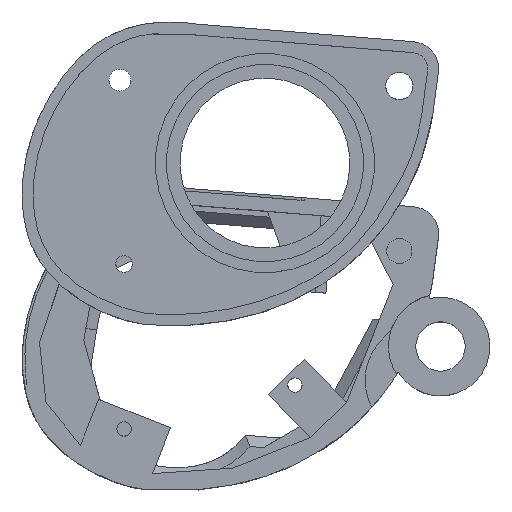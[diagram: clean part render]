
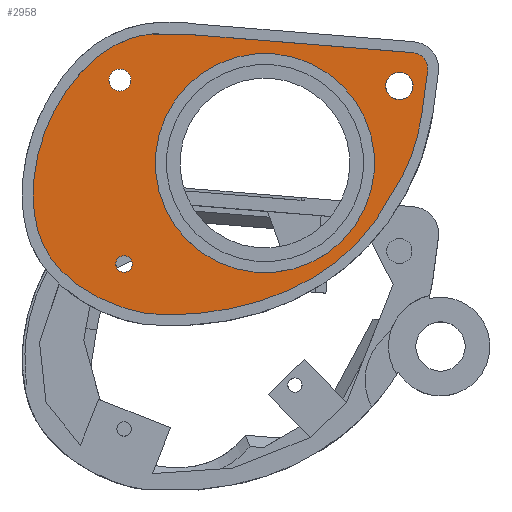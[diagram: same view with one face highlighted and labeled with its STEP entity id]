
A CAD part, top view. The second image highlights one B-rep face of the part: STEP entity #2958.
In plain terms, the highlighted planar face has unit normal (0, 0, 1).
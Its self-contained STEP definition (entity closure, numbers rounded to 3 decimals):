
#72=B_SPLINE_CURVE_WITH_KNOTS('',3,(#6225,#6226,#6227,#6228,#6229),
 .UNSPECIFIED.,.F.,.F.,(4,1,4),(0.,0.509,1.),.UNSPECIFIED.);
#73=B_SPLINE_CURVE_WITH_KNOTS('',3,(#6231,#6232,#6233,#6234,#6235,#6236,
#6237),.UNSPECIFIED.,.F.,.F.,(4,1,1,1,4),(0.,0.315,0.481,
0.698,1.),.UNSPECIFIED.);
#74=B_SPLINE_CURVE_WITH_KNOTS('',3,(#6239,#6240,#6241,#6242,#6243,#6244),
 .UNSPECIFIED.,.F.,.F.,(4,1,1,4),(0.,0.298,0.398,
1.),.UNSPECIFIED.);
#96=FACE_BOUND('',#540,.T.);
#97=FACE_BOUND('',#541,.T.);
#98=FACE_BOUND('',#542,.T.);
#99=FACE_BOUND('',#543,.T.);
#204=PLANE('',#3175);
#359=FACE_OUTER_BOUND('',#539,.T.);
#539=EDGE_LOOP('',(#2675,#2676,#2677,#2678,#2679,#2680,#2681));
#540=EDGE_LOOP('',(#2682));
#541=EDGE_LOOP('',(#2683));
#542=EDGE_LOOP('',(#2684));
#543=EDGE_LOOP('',(#2685));
#858=LINE('',#6248,#1162);
#859=LINE('',#6251,#1163);
#1162=VECTOR('',#3883,1000.);
#1163=VECTOR('',#3886,1000.);
#1213=CIRCLE('',#3121,1.5);
#1215=CIRCLE('',#3124,2.);
#1217=CIRCLE('',#3127,2.5);
#1235=CIRCLE('',#3162,20.);
#1239=CIRCLE('',#3176,36.);
#1240=CIRCLE('',#3177,3.);
#1434=VERTEX_POINT('',#5965);
#1436=VERTEX_POINT('',#5971);
#1438=VERTEX_POINT('',#5977);
#1486=VERTEX_POINT('',#6174);
#1500=VERTEX_POINT('',#6223);
#1501=VERTEX_POINT('',#6224);
#1502=VERTEX_POINT('',#6230);
#1503=VERTEX_POINT('',#6238);
#1504=VERTEX_POINT('',#6245);
#1505=VERTEX_POINT('',#6247);
#1506=VERTEX_POINT('',#6249);
#1813=EDGE_CURVE('',#1434,#1434,#1213,.T.);
#1816=EDGE_CURVE('',#1436,#1436,#1215,.T.);
#1819=EDGE_CURVE('',#1438,#1438,#1217,.T.);
#1883=EDGE_CURVE('',#1486,#1486,#1235,.T.);
#1908=EDGE_CURVE('',#1500,#1501,#72,.T.);
#1909=EDGE_CURVE('',#1502,#1501,#73,.T.);
#1910=EDGE_CURVE('',#1503,#1502,#74,.T.);
#1911=EDGE_CURVE('',#1504,#1503,#1239,.T.);
#1912=EDGE_CURVE('',#1505,#1504,#858,.T.);
#1913=EDGE_CURVE('',#1506,#1505,#1240,.T.);
#1914=EDGE_CURVE('',#1506,#1500,#859,.T.);
#2675=ORIENTED_EDGE('',*,*,#1908,.T.);
#2676=ORIENTED_EDGE('',*,*,#1909,.F.);
#2677=ORIENTED_EDGE('',*,*,#1910,.F.);
#2678=ORIENTED_EDGE('',*,*,#1911,.F.);
#2679=ORIENTED_EDGE('',*,*,#1912,.F.);
#2680=ORIENTED_EDGE('',*,*,#1913,.F.);
#2681=ORIENTED_EDGE('',*,*,#1914,.T.);
#2682=ORIENTED_EDGE('',*,*,#1819,.T.);
#2683=ORIENTED_EDGE('',*,*,#1813,.T.);
#2684=ORIENTED_EDGE('',*,*,#1816,.T.);
#2685=ORIENTED_EDGE('',*,*,#1883,.T.);
#2958=ADVANCED_FACE('',(#359,#96,#97,#98,#99),#204,.T.);
#3121=AXIS2_PLACEMENT_3D('',#5966,#3710,#3711);
#3124=AXIS2_PLACEMENT_3D('',#5972,#3717,#3718);
#3127=AXIS2_PLACEMENT_3D('',#5978,#3724,#3725);
#3162=AXIS2_PLACEMENT_3D('',#6175,#3832,#3833);
#3175=AXIS2_PLACEMENT_3D('',#6222,#3879,#3880);
#3176=AXIS2_PLACEMENT_3D('',#6246,#3881,#3882);
#3177=AXIS2_PLACEMENT_3D('',#6250,#3884,#3885);
#3710=DIRECTION('center_axis',(0.,0.,-1.));
#3711=DIRECTION('ref_axis',(-1.,0.,0.));
#3717=DIRECTION('center_axis',(0.,0.,-1.));
#3718=DIRECTION('ref_axis',(-1.,0.,0.));
#3724=DIRECTION('center_axis',(0.,0.,-1.));
#3725=DIRECTION('ref_axis',(-1.,0.,0.));
#3832=DIRECTION('center_axis',(0.,0.,-1.));
#3833=DIRECTION('ref_axis',(-0.965,0.262,0.));
#3879=DIRECTION('center_axis',(0.,0.,1.));
#3880=DIRECTION('ref_axis',(-0.965,0.262,0.));
#3881=DIRECTION('center_axis',(0.,0.,-1.));
#3882=DIRECTION('ref_axis',(-0.965,0.262,0.));
#3883=DIRECTION('',(-0.132,-0.991,0.));
#3884=DIRECTION('center_axis',(0.,0.,-1.));
#3885=DIRECTION('ref_axis',(-0.965,0.262,0.));
#3886=DIRECTION('',(-0.997,0.081,0.));
#5965=CARTESIAN_POINT('',(-127.156,28.203,77.711));
#5966=CARTESIAN_POINT('Origin',(-128.656,28.203,77.711));
#5971=CARTESIAN_POINT('',(-127.404,61.767,77.711));
#5972=CARTESIAN_POINT('Origin',(-129.404,61.767,77.711));
#5977=CARTESIAN_POINT('',(-75.997,60.04,77.711));
#5978=CARTESIAN_POINT('Origin',(-78.41,60.694,77.711));
#6174=CARTESIAN_POINT('',(-122.249,51.85,77.711));
#6175=CARTESIAN_POINT('Origin',(-102.945,46.62,77.711));
#6222=CARTESIAN_POINT('Origin',(-102.945,46.62,77.711));
#6223=CARTESIAN_POINT('',(-115.904,70.024,77.711));
#6224=CARTESIAN_POINT('',(-123.486,70.18,77.711));
#6225=CARTESIAN_POINT('Ctrl Pts',(-115.904,70.024,77.711));
#6226=CARTESIAN_POINT('Ctrl Pts',(-117.186,70.129,77.711));
#6227=CARTESIAN_POINT('Ctrl Pts',(-119.713,70.1,77.711));
#6228=CARTESIAN_POINT('Ctrl Pts',(-122.25,70.284,77.711));
#6229=CARTESIAN_POINT('Ctrl Pts',(-123.486,70.18,77.711));
#6230=CARTESIAN_POINT('',(-124.482,19.134,77.711));
#6231=CARTESIAN_POINT('Ctrl Pts',(-124.482,19.134,77.711));
#6232=CARTESIAN_POINT('Ctrl Pts',(-131.402,20.31,77.711));
#6233=CARTESIAN_POINT('Ctrl Pts',(-143.997,26.59,77.711));
#6234=CARTESIAN_POINT('Ctrl Pts',(-146.084,44.267,77.711));
#6235=CARTESIAN_POINT('Ctrl Pts',(-140.925,60.127,77.711));
#6236=CARTESIAN_POINT('Ctrl Pts',(-131.019,69.546,77.711));
#6237=CARTESIAN_POINT('Ctrl Pts',(-123.486,70.18,77.711));
#6238=CARTESIAN_POINT('',(-77.889,44.1,77.711));
#6239=CARTESIAN_POINT('Ctrl Pts',(-77.889,44.1,77.711));
#6240=CARTESIAN_POINT('Ctrl Pts',(-80.434,39.37,77.711));
#6241=CARTESIAN_POINT('Ctrl Pts',(-84.272,33.206,77.711));
#6242=CARTESIAN_POINT('Ctrl Pts',(-98.101,21.686,77.711));
#6243=CARTESIAN_POINT('Ctrl Pts',(-112.998,18.118,77.711));
#6244=CARTESIAN_POINT('Ctrl Pts',(-124.482,19.134,77.711));
#6245=CARTESIAN_POINT('',(-74.294,55.666,77.711));
#6246=CARTESIAN_POINT('Origin',(-109.98,60.415,77.711));
#6247=CARTESIAN_POINT('',(-73.267,63.388,77.711));
#6248=CARTESIAN_POINT('',(-75.976,43.031,77.711));
#6249=CARTESIAN_POINT('',(-75.997,66.774,77.711));
#6250=CARTESIAN_POINT('Origin',(-76.24,63.784,77.711));
#6251=CARTESIAN_POINT('',(-101.136,68.822,77.711));
